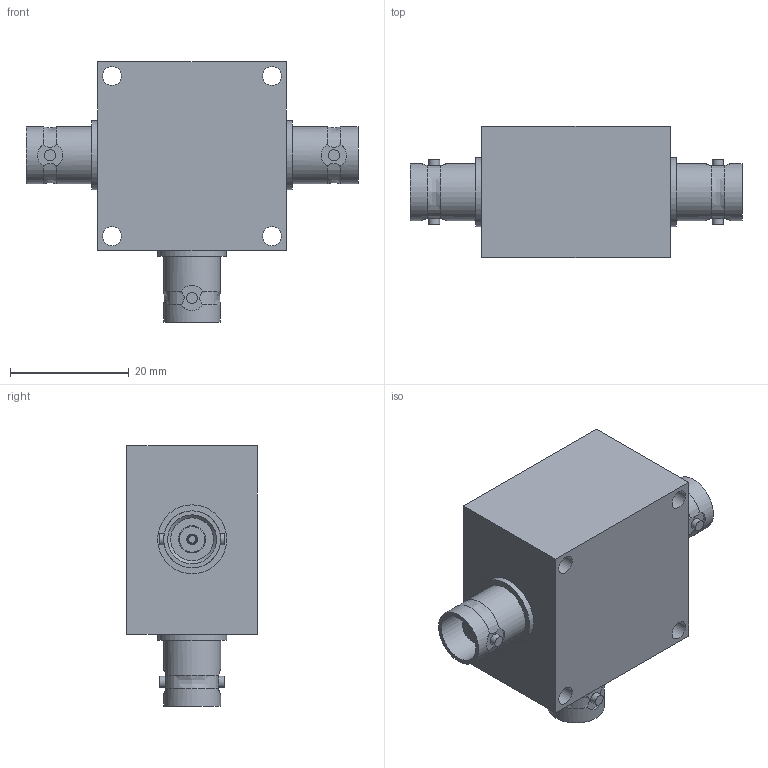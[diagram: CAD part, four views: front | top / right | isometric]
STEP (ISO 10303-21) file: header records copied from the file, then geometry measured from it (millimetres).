
FILE_DESCRIPTION (( 'STEP AP203' ), '1' );
FILE_NAME ('MP021000-2_3D.step', '2020-05-11T20:01:42', ( '' ), ( '' ), 'SwSTEP 2.0', 'SolidWorks 2018', '' );
FILE_SCHEMA (( 'CONFIG_CONTROL_DESIGN' ));
Length unit declared in the file: inch
Products named in the file (1): MP021000-2_3D
Bounding box: 55.99 x 22.05 x 43.87 mm (x, y, z)
Volume: 22969 mm3; surface area: 7916.7 mm2
Topology: 1 solids, 1 shells, 707 faces, 1888 edges, 1258 vertices
Faces by surface type: plane 468, bspline 178, cylinder 43, cone 15, torus 3
Full cylindrical faces by diameter (mm): 1.27 x3, 1.778 x3, 1.905 x6, 3.2 x4, 4.572 x3, 8.255 x3, 9.601 x6, 11.633 x3
Entity records: 29750 total; most frequent: CARTESIAN_POINT 13407, ORIENTED_EDGE 3670, DIRECTION 2643, EDGE_CURVE 1835, LINE 1303, VECTOR 1303, VERTEX_POINT 1242, EDGE_LOOP 827
